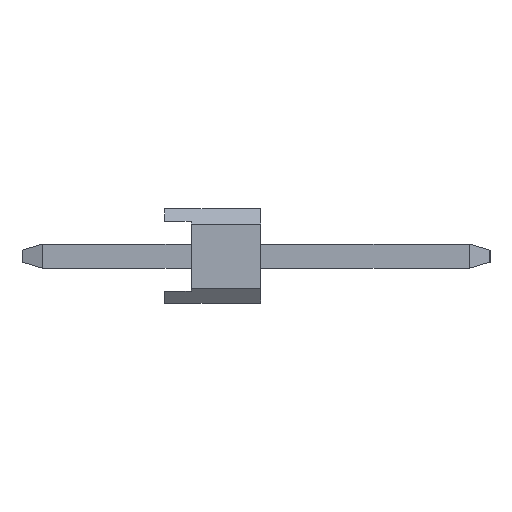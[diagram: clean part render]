
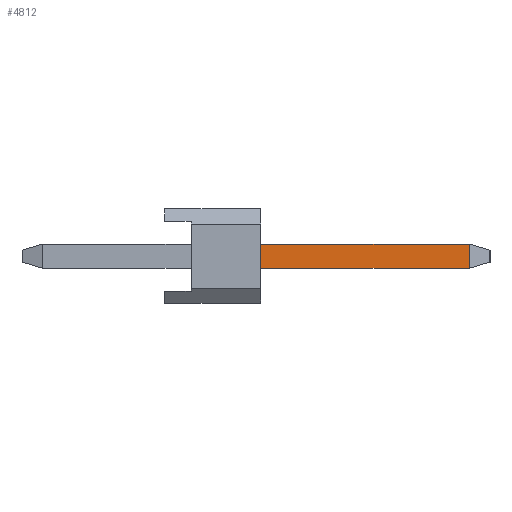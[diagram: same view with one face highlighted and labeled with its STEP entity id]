
A CAD part, left-side view. The second image highlights one B-rep face of the part: STEP entity #4812.
In plain terms, the highlighted planar face has unit normal (-1, 0, 0).
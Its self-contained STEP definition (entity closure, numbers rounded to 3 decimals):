
#4812=ADVANCED_FACE('',(#11146),#11147,.T.);
#4830=VERTEX_POINT('',#11167);
#4866=EDGE_CURVE('',#9210,#5558,#11207,.T.);
#5558=VERTEX_POINT('',#11950);
#6074=VERTEX_POINT('',#12517);
#6746=EDGE_CURVE('',#6074,#9210,#13275,.T.);
#7696=EDGE_CURVE('',#5558,#4830,#14320,.T.);
#8198=EDGE_CURVE('',#4830,#6074,#14874,.T.);
#9210=VERTEX_POINT('',#16004);
#11146=FACE_OUTER_BOUND('',#18747,.T.);
#11147=PLANE('',#18748);
#11167=CARTESIAN_POINT('',(-24.45,-2.54,-0.32));
#11207=LINE('',#18829,#18830);
#11950=CARTESIAN_POINT('',(-24.45,-8.074,-0.32));
#12517=CARTESIAN_POINT('',(-24.45,-2.54,0.32));
#13275=LINE('',#21865,#21866);
#14320=LINE('',#23392,#23393);
#14874=LINE('',#24176,#24177);
#16004=CARTESIAN_POINT('',(-24.45,-8.074,0.32));
#18747=EDGE_LOOP('',(#27718,#27719,#27720,#27721));
#18748=AXIS2_PLACEMENT_3D('',#27722,#27723,#27724);
#18829=CARTESIAN_POINT('',(-24.45,-8.074,0.5));
#18830=VECTOR('',#27785,1.0);
#21865=CARTESIAN_POINT('',(-24.45,-2.42,0.32));
#21866=VECTOR('',#29899,1.0);
#23392=CARTESIAN_POINT('',(-24.45,3.234,-0.32));
#23393=VECTOR('',#30924,1.0);
#24176=CARTESIAN_POINT('',(-24.45,-2.54,0.252));
#24177=VECTOR('',#31465,1.0);
#27718=ORIENTED_EDGE('',*,*,#8198,.F.);
#27719=ORIENTED_EDGE('',*,*,#7696,.F.);
#27720=ORIENTED_EDGE('',*,*,#4866,.F.);
#27721=ORIENTED_EDGE('',*,*,#6746,.F.);
#27722=CARTESIAN_POINT('',(-24.45,3.234,0.5));
#27723=DIRECTION('',(-1.0,0.,0.));
#27724=DIRECTION('',(0.,1.0,0.));
#27785=DIRECTION('',(0.0,0.,-1.0));
#29899=DIRECTION('',(0.,-1.0,0.));
#30924=DIRECTION('',(0.,1.0,0.));
#31465=DIRECTION('',(0.,0.,1.0));
